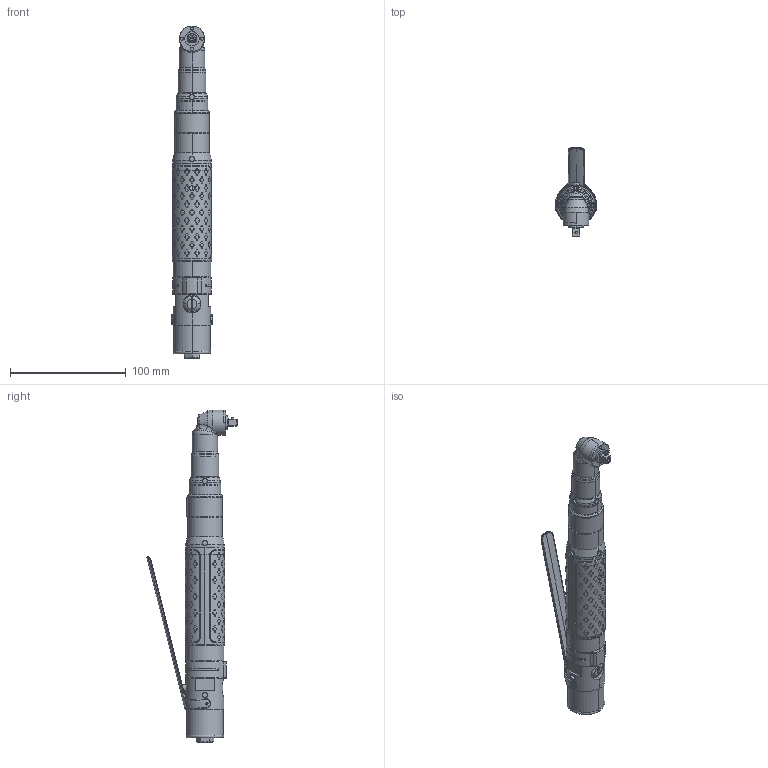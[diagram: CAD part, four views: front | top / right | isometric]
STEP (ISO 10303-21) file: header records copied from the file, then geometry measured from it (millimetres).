
FILE_DESCRIPTION((''),'2;1');
FILE_NAME('EXT_COMP_SW0005','2024-03-13T16:11:59',('INEdipo'),(''),'CREO PARAMETRIC BY PTC INC, 2022414','CREO PARAMETRIC BY PTC INC, 2022414','');
FILE_SCHEMA(('AP242_MANAGED_MODEL_BASED_3D_ENGINEERING_MIM_LF { 1 0 10303 442 1 1 4 }'));
Length unit declared in the file: inch
Products named in the file (1): EXT_COMP_SW0005
Bounding box: 35.58 x 77.92 x 287.1 mm (x, y, z)
Volume: 211952.2 mm3; surface area: 40323.3 mm2
Topology: 1 solids, 1 shells, 1367 faces, 3574 edges, 2326 vertices
Faces by surface type: plane 508, cone 432, cylinder 289, bspline 68, torus 62, sphere 8
Entity records: 73551 total; most frequent: CARTESIAN_POINT 34507, ORIENTED_EDGE 7136, DIRECTION 4818, EDGE_CURVE 3568, VERTEX_POINT 2326, B_SPLINE_CURVE_WITH_KNOTS 1895, AXIS2_PLACEMENT_3D 1846, EDGE_LOOP 1500
